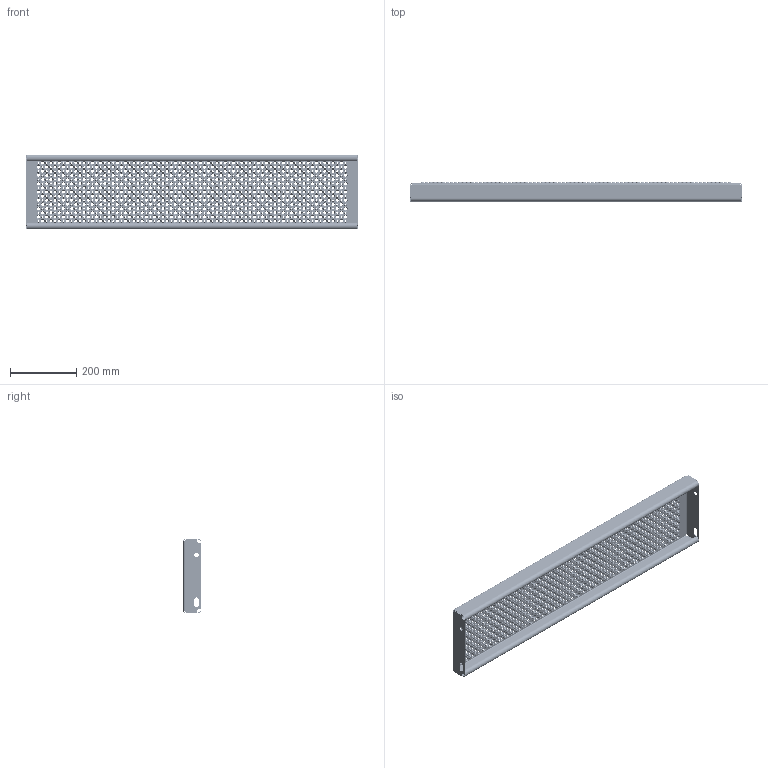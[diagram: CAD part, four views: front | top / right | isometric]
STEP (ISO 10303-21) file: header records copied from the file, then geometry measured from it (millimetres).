
FILE_DESCRIPTION (( 'STEP AP203' ), '1' );
FILE_NAME ('OPTIMO-Tread-Achil-O2-1000x225x57x2,5-alu-F100846100.STEP', '2025-01-08T12:25:39', ( '' ), ( '' ), 'SwSTEP 2.0', 'SolidWorks 2025', '' );
FILE_SCHEMA (( 'CONFIG_CONTROL_DESIGN' ));
Length unit declared in the file: millimetre
Products named in the file (1): OPTIMO-Tread-Achil-O2-1000x225x57x2,5-alu-F100846100
Bounding box: 1000 x 57 x 225 mm (x, y, z)
Volume: 981221.1 mm3; surface area: 863992.7 mm2
Topology: 1 solids, 1 shells, 9007 faces, 20600 edges, 12870 vertices
Faces by surface type: cone 5100, cylinder 2586, plane 1313, bspline 8
Entity records: 263029 total; most frequent: DIRECTION 51374, CARTESIAN_POINT 43042, ORIENTED_EDGE 41200, AXIS2_PLACEMENT_3D 21806, EDGE_CURVE 20600, VERTEX_POINT 12870, EDGE_LOOP 12840, CIRCLE 12806
